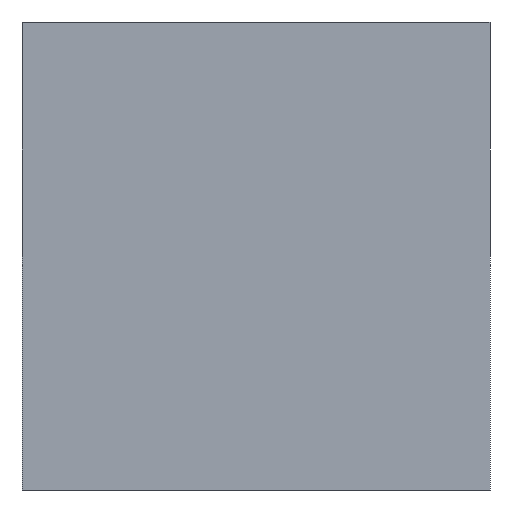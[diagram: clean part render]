
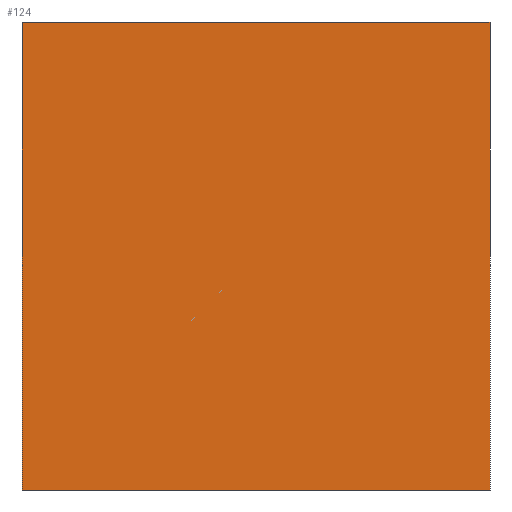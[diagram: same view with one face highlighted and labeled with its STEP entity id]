
A CAD part, front view. The second image highlights one B-rep face of the part: STEP entity #124.
In plain terms, the highlighted planar face has unit normal (0, -1, 0).
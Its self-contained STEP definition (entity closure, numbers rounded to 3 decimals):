
#6 = FACE_OUTER_BOUND ( 'NONE', #189, .T. ) ;
#18 = ORIENTED_EDGE ( 'NONE', *, *, #156, .T. ) ;
#32 = DIRECTION ( 'NONE',  ( 0., 1., 0. ) ) ;
#49 = EDGE_CURVE ( 'NONE', #244, #131, #255, .T. ) ;
#50 = DIRECTION ( 'NONE',  ( 1., 0., 0. ) ) ;
#87 = LINE ( 'NONE', #200, #106 ) ;
#97 = ORIENTED_EDGE ( 'NONE', *, *, #284, .F. ) ;
#100 = PLANE ( 'NONE',  #248 ) ;
#106 = VECTOR ( 'NONE', #288, 1000. ) ;
#113 = VECTOR ( 'NONE', #50, 1000. ) ;
#124 = ADVANCED_FACE ( 'NONE', ( #6 ), #100, .F. ) ;
#131 = VERTEX_POINT ( 'NONE', #238 ) ;
#132 = CARTESIAN_POINT ( 'NONE',  ( 50., -50., 50. ) ) ;
#139 = ORIENTED_EDGE ( 'NONE', *, *, #184, .T. ) ;
#145 = CARTESIAN_POINT ( 'NONE',  ( -50., -50., -50. ) ) ;
#147 = VECTOR ( 'NONE', #287, 1000. ) ;
#156 = EDGE_CURVE ( 'NONE', #276, #131, #195, .T. ) ;
#167 = CARTESIAN_POINT ( 'NONE',  ( -50., -50., 50. ) ) ;
#184 = EDGE_CURVE ( 'NONE', #222, #276, #196, .T. ) ;
#189 = EDGE_LOOP ( 'NONE', ( #18, #297, #97, #139 ) ) ;
#190 = CARTESIAN_POINT ( 'NONE',  ( -50., -50., 50. ) ) ;
#195 = LINE ( 'NONE', #145, #113 ) ;
#196 = LINE ( 'NONE', #190, #233 ) ;
#198 = CARTESIAN_POINT ( 'NONE',  ( 50., -50., 50. ) ) ;
#200 = CARTESIAN_POINT ( 'NONE',  ( -50., -50., 50. ) ) ;
#215 = CARTESIAN_POINT ( 'NONE',  ( -50., -50., 50. ) ) ;
#222 = VERTEX_POINT ( 'NONE', #167 ) ;
#233 = VECTOR ( 'NONE', #278, 1000. ) ;
#238 = CARTESIAN_POINT ( 'NONE',  ( 50., -50., -50. ) ) ;
#244 = VERTEX_POINT ( 'NONE', #132 ) ;
#248 = AXIS2_PLACEMENT_3D ( 'NONE', #215, #32, #257 ) ;
#255 = LINE ( 'NONE', #198, #147 ) ;
#257 = DIRECTION ( 'NONE',  ( 0., 0., 1. ) ) ;
#266 = CARTESIAN_POINT ( 'NONE',  ( -50., -50., -50. ) ) ;
#276 = VERTEX_POINT ( 'NONE', #266 ) ;
#278 = DIRECTION ( 'NONE',  ( 0., 0., -1. ) ) ;
#284 = EDGE_CURVE ( 'NONE', #222, #244, #87, .T. ) ;
#287 = DIRECTION ( 'NONE',  ( 0., 0., -1. ) ) ;
#288 = DIRECTION ( 'NONE',  ( 1., 0., 0. ) ) ;
#297 = ORIENTED_EDGE ( 'NONE', *, *, #49, .F. ) ;
